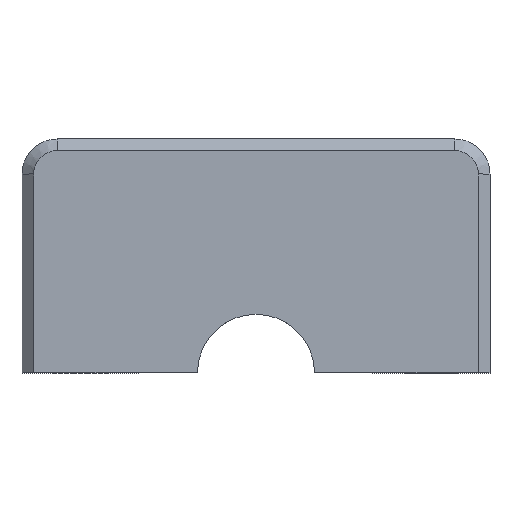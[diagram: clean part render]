
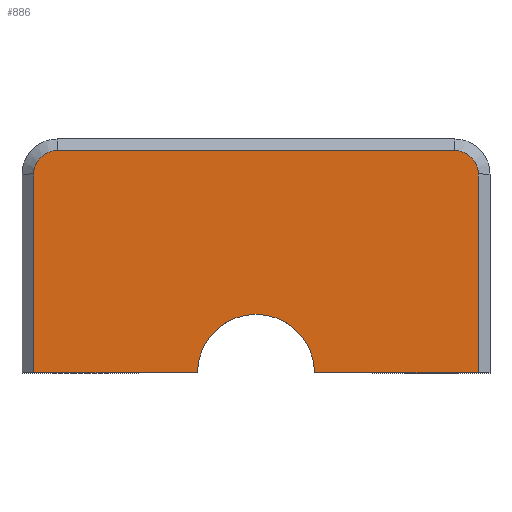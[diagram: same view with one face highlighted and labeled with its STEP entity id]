
A CAD part, top view. The second image highlights one B-rep face of the part: STEP entity #886.
In plain terms, the highlighted planar face has unit normal (0, 0, 1).
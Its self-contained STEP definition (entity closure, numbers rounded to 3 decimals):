
#37=PLANE('',#962);
#78=FACE_OUTER_BOUND('',#134,.T.);
#134=EDGE_LOOP('',(#678,#679,#680,#681,#682,#683,#684,#685));
#188=LINE('',#1312,#289);
#231=LINE('',#1410,#332);
#232=LINE('',#1412,#333);
#233=LINE('',#1416,#334);
#234=LINE('',#1419,#335);
#289=VECTOR('',#1044,1000.);
#332=VECTOR('',#1115,1000.);
#333=VECTOR('',#1116,1000.);
#334=VECTOR('',#1119,1000.);
#335=VECTOR('',#1122,1000.);
#383=CIRCLE('',#945,5.);
#390=CIRCLE('',#963,2.);
#391=CIRCLE('',#964,2.);
#407=VERTEX_POINT('',#1292);
#408=VERTEX_POINT('',#1293);
#415=VERTEX_POINT('',#1311);
#456=VERTEX_POINT('',#1409);
#457=VERTEX_POINT('',#1411);
#458=VERTEX_POINT('',#1413);
#459=VERTEX_POINT('',#1415);
#460=VERTEX_POINT('',#1417);
#485=EDGE_CURVE('',#407,#408,#383,.T.);
#494=EDGE_CURVE('',#415,#407,#188,.T.);
#542=EDGE_CURVE('',#408,#456,#231,.T.);
#543=EDGE_CURVE('',#456,#457,#232,.T.);
#544=EDGE_CURVE('',#457,#458,#390,.T.);
#545=EDGE_CURVE('',#458,#459,#233,.T.);
#546=EDGE_CURVE('',#459,#460,#391,.T.);
#547=EDGE_CURVE('',#460,#415,#234,.T.);
#678=ORIENTED_EDGE('',*,*,#485,.T.);
#679=ORIENTED_EDGE('',*,*,#542,.T.);
#680=ORIENTED_EDGE('',*,*,#543,.T.);
#681=ORIENTED_EDGE('',*,*,#544,.T.);
#682=ORIENTED_EDGE('',*,*,#545,.T.);
#683=ORIENTED_EDGE('',*,*,#546,.T.);
#684=ORIENTED_EDGE('',*,*,#547,.T.);
#685=ORIENTED_EDGE('',*,*,#494,.T.);
#886=ADVANCED_FACE('',(#78),#37,.F.);
#945=AXIS2_PLACEMENT_3D('',#1294,#1029,#1030);
#962=AXIS2_PLACEMENT_3D('',#1408,#1113,#1114);
#963=AXIS2_PLACEMENT_3D('',#1414,#1117,#1118);
#964=AXIS2_PLACEMENT_3D('',#1418,#1120,#1121);
#1029=DIRECTION('center_axis',(0.,0.,-1.));
#1030=DIRECTION('ref_axis',(-1.,0.,0.));
#1044=DIRECTION('',(1.,0.,0.));
#1113=DIRECTION('center_axis',(0.,0.,-1.));
#1114=DIRECTION('ref_axis',(-1.,0.,0.));
#1115=DIRECTION('',(1.,0.,0.));
#1116=DIRECTION('',(0.,1.,0.));
#1117=DIRECTION('center_axis',(0.,0.,1.));
#1118=DIRECTION('ref_axis',(-1.,0.,0.));
#1119=DIRECTION('',(-1.,0.,0.));
#1120=DIRECTION('center_axis',(0.,0.,1.));
#1121=DIRECTION('ref_axis',(-1.,0.,0.));
#1122=DIRECTION('',(0.,-1.,0.));
#1292=CARTESIAN_POINT('',(15.,0.,10.));
#1293=CARTESIAN_POINT('',(25.,0.,10.));
#1294=CARTESIAN_POINT('Origin',(20.,0.,10.));
#1311=CARTESIAN_POINT('',(1.,0.,10.));
#1312=CARTESIAN_POINT('',(0.,0.,10.));
#1408=CARTESIAN_POINT('Origin',(0.,0.,10.));
#1409=CARTESIAN_POINT('',(39.,0.,10.));
#1410=CARTESIAN_POINT('',(0.,0.,10.));
#1411=CARTESIAN_POINT('',(39.,17.,10.));
#1412=CARTESIAN_POINT('',(39.,0.,10.));
#1413=CARTESIAN_POINT('',(37.,19.,10.));
#1414=CARTESIAN_POINT('Origin',(37.,17.,10.));
#1415=CARTESIAN_POINT('',(3.,19.,10.));
#1416=CARTESIAN_POINT('',(0.,19.,10.));
#1417=CARTESIAN_POINT('',(1.,17.,10.));
#1418=CARTESIAN_POINT('Origin',(3.,17.,10.));
#1419=CARTESIAN_POINT('',(1.,0.,10.));
